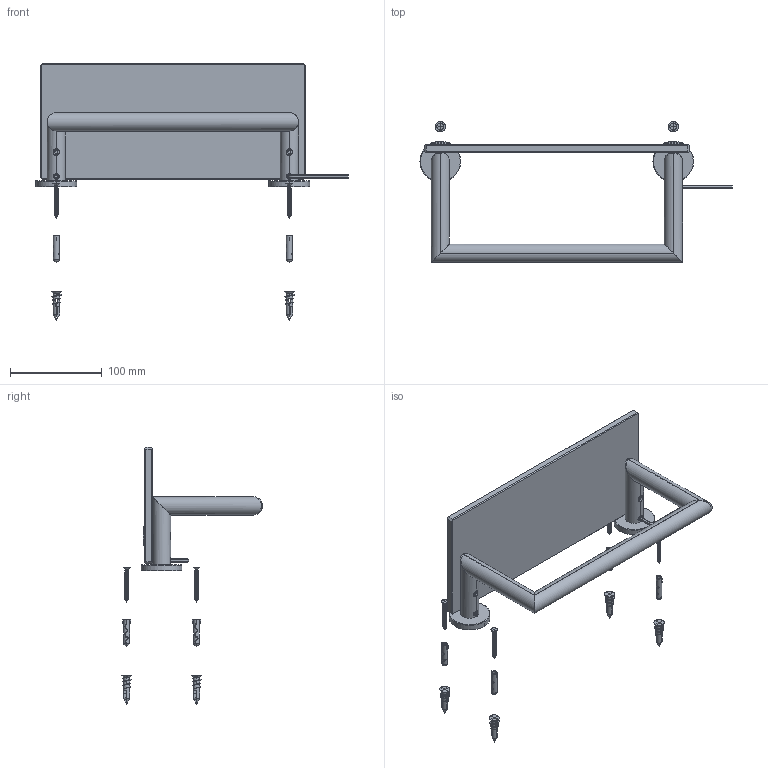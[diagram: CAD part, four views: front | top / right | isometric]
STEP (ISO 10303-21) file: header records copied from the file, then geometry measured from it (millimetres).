
FILE_DESCRIPTION((''),'2;1');
FILE_NAME('4619T-12_ASM','2010-12-20T',('ravindrashirol'),(''),'PRO/ENGINEER BY PARAMETRIC TECHNOLOGY CORPORATION, 2009300','PRO/ENGINEER BY PARAMETRIC TECHNOLOGY CORPORATION, 2009300','');
FILE_SCHEMA(('CONFIG_CONTROL_DESIGN'));
Length unit declared in the file: inch
Products named in the file (16): 7-665; 40376; 7-686_ASM; 2834-12TSCL; 40383; 91481; 92420; 7-672_ASM; 92461; 10615; 02XXG; 92274; 91479; 91460; 1-206_ASM; 4619T-12_ASM
Assembly tree (23 placements, depth 3):
  4619T-12_ASM
    7-686_ASM
      7-665
      40376  x2
    2834-12TSCL
    7-672_ASM  x2
      40383
      91481
      92420
    92461  x2
    10615
    02XXG  x2
    1-206_ASM  x2
      92274
      91479
      91460
Bounding box: 340.23 x 153.77 x 280.89 mm (x, y, z)
Volume: 385847.5 mm3; surface area: 218389.3 mm2
Topology: 35 solids, 45 shells, 1822 faces, 4740 edges, 2996 vertices
Faces by surface type: plane 666, cylinder 478, torus 424, bspline 126, cone 112, sphere 8, extrusion 8
Entity records: 45773 total; most frequent: CARTESIAN_POINT 26962, ORIENTED_EDGE 4065, DIRECTION 3475, EDGE_CURVE 2059, VERTEX_POINT 1320, AXIS2_PLACEMENT_3D 1235, VECTOR 1005, LINE 1003
